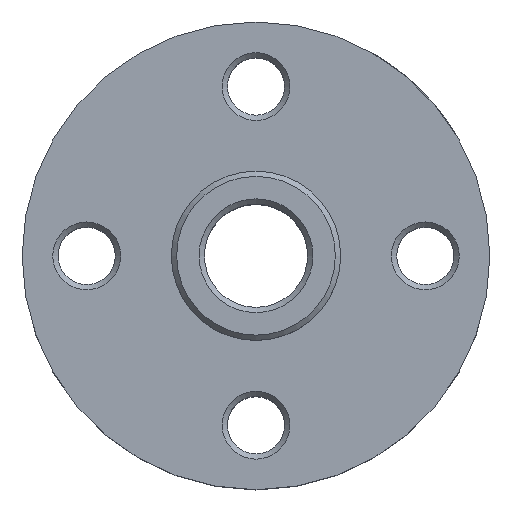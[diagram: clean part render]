
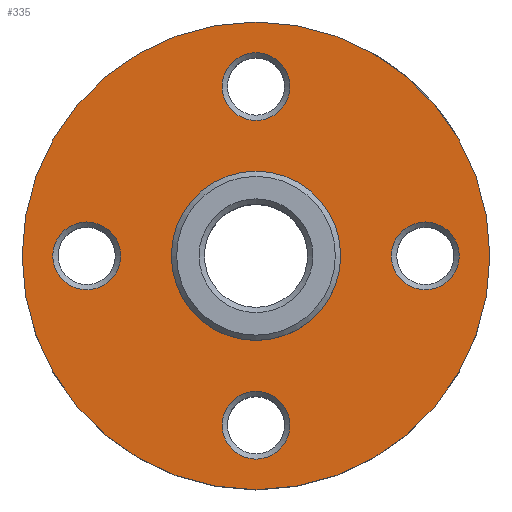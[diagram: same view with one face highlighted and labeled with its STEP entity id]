
A CAD part, top view. The second image highlights one B-rep face of the part: STEP entity #335.
In plain terms, the highlighted planar face has unit normal (0, 0, 1).
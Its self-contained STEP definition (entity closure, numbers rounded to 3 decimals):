
#44=FACE_BOUND('',#101,.T.);
#45=FACE_BOUND('',#102,.T.);
#46=FACE_BOUND('',#103,.T.);
#47=FACE_BOUND('',#104,.T.);
#48=FACE_BOUND('',#105,.T.);
#76=FACE_OUTER_BOUND('',#100,.T.);
#100=EDGE_LOOP('',(#243));
#101=EDGE_LOOP('',(#244));
#102=EDGE_LOOP('',(#245));
#103=EDGE_LOOP('',(#246));
#104=EDGE_LOOP('',(#247));
#105=EDGE_LOOP('',(#248));
#156=CIRCLE('',#362,11.05);
#157=CIRCLE('',#363,4.);
#158=CIRCLE('',#364,1.603);
#159=CIRCLE('',#365,1.603);
#160=CIRCLE('',#366,1.603);
#161=CIRCLE('',#367,1.603);
#181=VERTEX_POINT('',#508);
#182=VERTEX_POINT('',#510);
#183=VERTEX_POINT('',#512);
#184=VERTEX_POINT('',#514);
#185=VERTEX_POINT('',#516);
#186=VERTEX_POINT('',#518);
#211=EDGE_CURVE('',#181,#181,#156,.T.);
#212=EDGE_CURVE('',#182,#182,#157,.T.);
#213=EDGE_CURVE('',#183,#183,#158,.T.);
#214=EDGE_CURVE('',#184,#184,#159,.T.);
#215=EDGE_CURVE('',#185,#185,#160,.T.);
#216=EDGE_CURVE('',#186,#186,#161,.T.);
#243=ORIENTED_EDGE('',*,*,#211,.T.);
#244=ORIENTED_EDGE('',*,*,#212,.T.);
#245=ORIENTED_EDGE('',*,*,#213,.T.);
#246=ORIENTED_EDGE('',*,*,#214,.T.);
#247=ORIENTED_EDGE('',*,*,#215,.T.);
#248=ORIENTED_EDGE('',*,*,#216,.T.);
#307=PLANE('',#361);
#335=ADVANCED_FACE('',(#76,#44,#45,#46,#47,#48),#307,.T.);
#361=AXIS2_PLACEMENT_3D('',#507,#410,#411);
#362=AXIS2_PLACEMENT_3D('',#509,#412,#413);
#363=AXIS2_PLACEMENT_3D('',#511,#414,#415);
#364=AXIS2_PLACEMENT_3D('',#513,#416,#417);
#365=AXIS2_PLACEMENT_3D('',#515,#418,#419);
#366=AXIS2_PLACEMENT_3D('',#517,#420,#421);
#367=AXIS2_PLACEMENT_3D('',#519,#422,#423);
#410=DIRECTION('center_axis',(0.,0.,1.));
#411=DIRECTION('ref_axis',(1.,0.,0.));
#412=DIRECTION('center_axis',(0.,0.,1.));
#413=DIRECTION('ref_axis',(0.,1.,0.));
#414=DIRECTION('center_axis',(0.,0.,-1.));
#415=DIRECTION('ref_axis',(0.,-1.,0.));
#416=DIRECTION('center_axis',(0.,0.,-1.));
#417=DIRECTION('ref_axis',(0.,-1.,0.));
#418=DIRECTION('center_axis',(0.,0.,-1.));
#419=DIRECTION('ref_axis',(0.,-1.,0.));
#420=DIRECTION('center_axis',(0.,0.,-1.));
#421=DIRECTION('ref_axis',(0.,-1.,0.));
#422=DIRECTION('center_axis',(0.,0.,-1.));
#423=DIRECTION('ref_axis',(0.,-1.,0.));
#507=CARTESIAN_POINT('Origin',(0.,0.,0.));
#508=CARTESIAN_POINT('',(0.,11.05,0.));
#509=CARTESIAN_POINT('Origin',(0.,0.,0.));
#510=CARTESIAN_POINT('',(0.,4.,0.));
#511=CARTESIAN_POINT('Origin',(0.,0.,0.));
#512=CARTESIAN_POINT('',(0.,-6.398,0.));
#513=CARTESIAN_POINT('Origin',(0.,-8.,0.));
#514=CARTESIAN_POINT('',(8.,1.603,0.));
#515=CARTESIAN_POINT('Origin',(8.,0.,0.));
#516=CARTESIAN_POINT('',(-8.,1.603,0.));
#517=CARTESIAN_POINT('Origin',(-8.,0.,0.));
#518=CARTESIAN_POINT('',(0.,9.603,0.));
#519=CARTESIAN_POINT('Origin',(0.,8.,0.));
